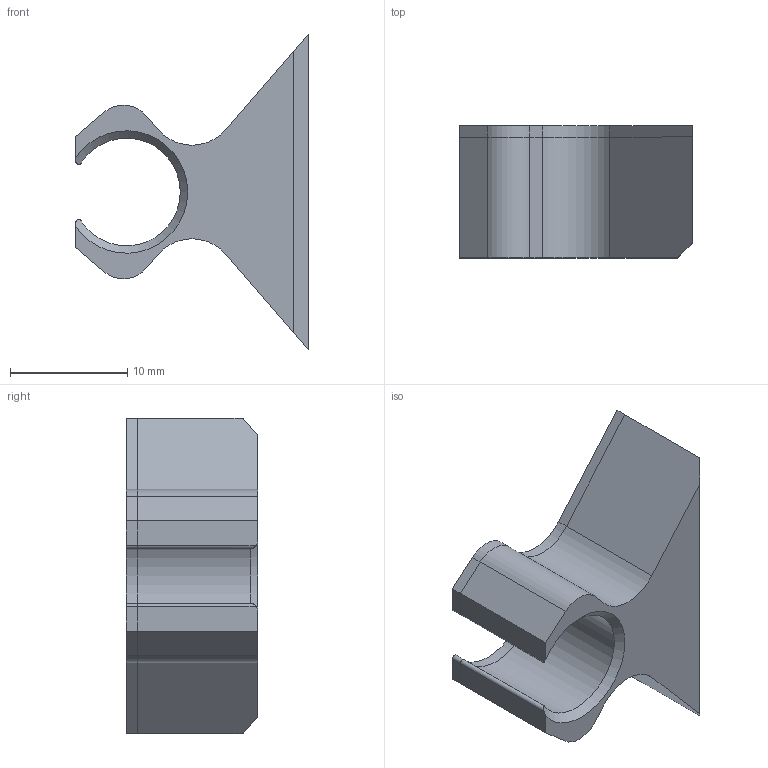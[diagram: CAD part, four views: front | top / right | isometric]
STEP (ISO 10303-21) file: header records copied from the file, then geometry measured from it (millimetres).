
FILE_DESCRIPTION(/* description */ (''),/* implementation_level */ '2;1');
FILE_NAME(/* name */ 'Triple-Bearing Pulley Spacer.step',/* time_stamp */ '2023-09-19T19:26:52-04:00',/* author */ (''),/* organization */ (''),/* preprocessor_version */ 'ST-DEVELOPER v20',/* originating_system */ 'Autodesk Translation Framework v12.9.0.99',/* authorisation */ '');
FILE_SCHEMA (('AUTOMOTIVE_DESIGN { 1 0 10303 214 3 1 1 }'));
Length unit declared in the file: inch
Products named in the file (1): Triple-Bearing Pulley Spacer
Bounding box: 19.81 x 11.24 x 26.9 mm (x, y, z)
Volume: 2309.5 mm3; surface area: 2013.5 mm2
Topology: 2 solids, 2 shells, 38 faces, 102 edges, 68 vertices
Faces by surface type: plane 23, cylinder 14, cone 1
Entity records: 1252 total; most frequent: CARTESIAN_POINT 244, ORIENTED_EDGE 204, DIRECTION 203, EDGE_CURVE 102, LINE 71, VECTOR 71, VERTEX_POINT 68, AXIS2_PLACEMENT_3D 66
